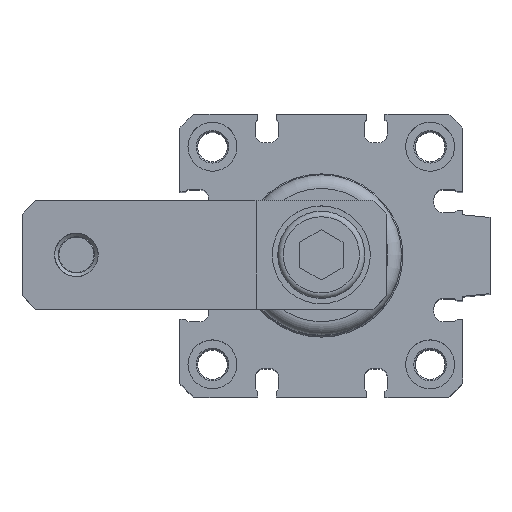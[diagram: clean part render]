
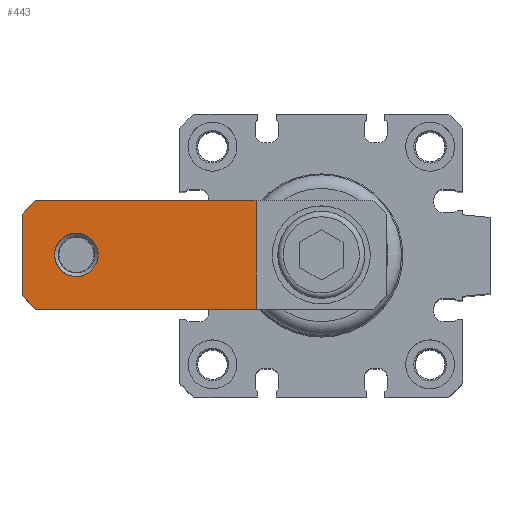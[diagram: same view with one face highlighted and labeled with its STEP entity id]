
A CAD part, top view. The second image highlights one B-rep face of the part: STEP entity #443.
In plain terms, the highlighted face is planar.
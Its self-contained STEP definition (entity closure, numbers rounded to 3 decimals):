
#443 = ADVANCED_FACE( '', ( #969, #970 ), #971, .F. );
#969 = FACE_BOUND( '', #1559, .T. );
#970 = FACE_OUTER_BOUND( '', #1560, .T. );
#971 = PLANE( '', #1561 );
#1559 = EDGE_LOOP( '', ( #3182 ) );
#1560 = EDGE_LOOP( '', ( #3183, #3184, #3185, #3186, #3187, #3188 ) );
#1561 = AXIS2_PLACEMENT_3D( '', #3189, #3190, #3191 );
#3182 = ORIENTED_EDGE( '', *, *, #3990, .F. );
#3183 = ORIENTED_EDGE( '', *, *, #3995, .F. );
#3184 = ORIENTED_EDGE( '', *, *, #3996, .F. );
#3185 = ORIENTED_EDGE( '', *, *, #3997, .T. );
#3186 = ORIENTED_EDGE( '', *, *, #3998, .T. );
#3187 = ORIENTED_EDGE( '', *, *, #3999, .F. );
#3188 = ORIENTED_EDGE( '', *, *, #4000, .F. );
#3189 = CARTESIAN_POINT( '', ( -18., 10., 12. ) );
#3190 = DIRECTION( '', ( 0.999, 0., -0.046 ) );
#3191 = DIRECTION( '', ( -0.046, 0., -0.999 ) );
#3990 = EDGE_CURVE( '', #4877, #4877, #4878, .F. );
#3995 = EDGE_CURVE( '', #4887, #4888, #4889, .T. );
#3996 = EDGE_CURVE( '', #4890, #4887, #4891, .T. );
#3997 = EDGE_CURVE( '', #4890, #4892, #4893, .T. );
#3998 = EDGE_CURVE( '', #4892, #4894, #4895, .T. );
#3999 = EDGE_CURVE( '', #4896, #4894, #4897, .T. );
#4000 = EDGE_CURVE( '', #4888, #4896, #4898, .T. );
#4877 = VERTEX_POINT( '', #6278 );
#4878 = ELLIPSE( '', #6279, 4.004, 4. );
#4887 = VERTEX_POINT( '', #6288 );
#4888 = VERTEX_POINT( '', #6289 );
#4889 = LINE( '', #6290, #6291 );
#4890 = VERTEX_POINT( '', #6292 );
#4891 = LINE( '', #6293, #6294 );
#4892 = VERTEX_POINT( '', #6295 );
#4893 = LINE( '', #6296, #6297 );
#4894 = VERTEX_POINT( '', #6298 );
#4895 = LINE( '', #6299, #6300 );
#4896 = VERTEX_POINT( '', #6301 );
#4897 = LINE( '', #6302, #6303 );
#4898 = LINE( '', #6304, #6305 );
#6278 = CARTESIAN_POINT( '', ( -16.651, 0., 41. ) );
#6279 = AXIS2_PLACEMENT_3D( '', #7175, #7176, #7177 );
#6288 = CARTESIAN_POINT( '', ( -16.116, 10., 52.5 ) );
#6289 = CARTESIAN_POINT( '', ( -16., 7.5, 55. ) );
#6290 = CARTESIAN_POINT( '', ( -17.059, 30.272, 32.228 ) );
#6291 = VECTOR( '', #7190, 1000. );
#6292 = CARTESIAN_POINT( '', ( -18., 10., 12. ) );
#6293 = CARTESIAN_POINT( '', ( -18., 10., 12. ) );
#6294 = VECTOR( '', #7191, 1000. );
#6295 = CARTESIAN_POINT( '', ( -18., -10., 12. ) );
#6296 = CARTESIAN_POINT( '', ( -18., 10., 12. ) );
#6297 = VECTOR( '', #7192, 1000. );
#6298 = CARTESIAN_POINT( '', ( -16.116, -10., 52.5 ) );
#6299 = CARTESIAN_POINT( '', ( -18., -10., 12. ) );
#6300 = VECTOR( '', #7193, 1000. );
#6301 = CARTESIAN_POINT( '', ( -16., -7.5, 55. ) );
#6302 = CARTESIAN_POINT( '', ( -16.595, -20.283, 42.217 ) );
#6303 = VECTOR( '', #7194, 1000. );
#6304 = CARTESIAN_POINT( '', ( -16., 10., 55. ) );
#6305 = VECTOR( '', #7195, 1000. );
#7175 = CARTESIAN_POINT( '', ( -16.465, 0., 45. ) );
#7176 = DIRECTION( '', ( 0.999, 0., -0.046 ) );
#7177 = DIRECTION( '', ( -0.046, 0., -0.999 ) );
#7190 = DIRECTION( '', ( 0.033, -0.707, 0.707 ) );
#7191 = DIRECTION( '', ( 0.046, 0., 0.999 ) );
#7192 = DIRECTION( '', ( 0., -1., 0. ) );
#7193 = DIRECTION( '', ( 0.046, 0., 0.999 ) );
#7194 = DIRECTION( '', ( -0.033, -0.707, -0.707 ) );
#7195 = DIRECTION( '', ( 0., -1., 0. ) );
